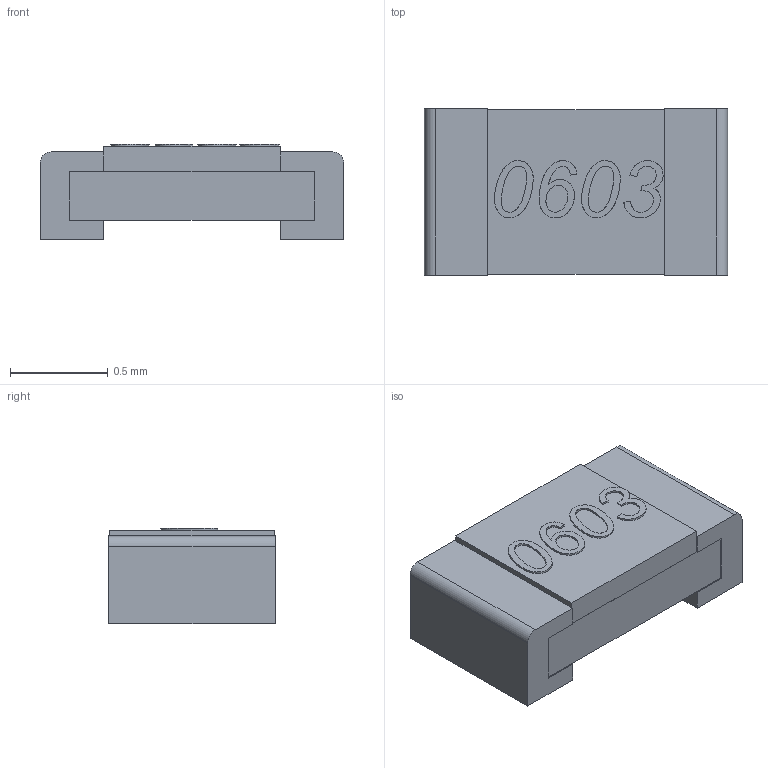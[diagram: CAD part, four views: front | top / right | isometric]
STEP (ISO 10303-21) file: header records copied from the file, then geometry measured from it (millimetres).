
FILE_DESCRIPTION(/* description */ (''),/* implementation_level */ '2;1');
FILE_NAME(/* name */ 'resistencia_smd_0603 .step',/* time_stamp */ '2020-02-27T09:39:15-06:00',/* author */ (''),/* organization */ (''),/* preprocessor_version */ 'ST-DEVELOPER v18',/* originating_system */ 'Autodesk Translation Framework v8.12.0.6',/* authorisation */ '');
FILE_SCHEMA (('AUTOMOTIVE_DESIGN { 1 0 10303 214 3 1 1 }'));
Length unit declared in the file: millimetre
Products named in the file (1): resistencia_smd_0603
Bounding box: 1.55 x 0.85 x 0.49 mm (x, y, z)
Volume: 0.5 mm3; surface area: 8.8 mm2
Topology: 4 solids, 4 shells, 145 faces, 390 edges, 260 vertices
Faces by surface type: bspline 100, plane 43, cylinder 2
Entity records: 5510 total; most frequent: CARTESIAN_POINT 2496, ORIENTED_EDGE 780, EDGE_CURVE 390, DIRECTION 286, VERTEX_POINT 260, B_SPLINE_CURVE_WITH_KNOTS 200, LINE 186, VECTOR 186
